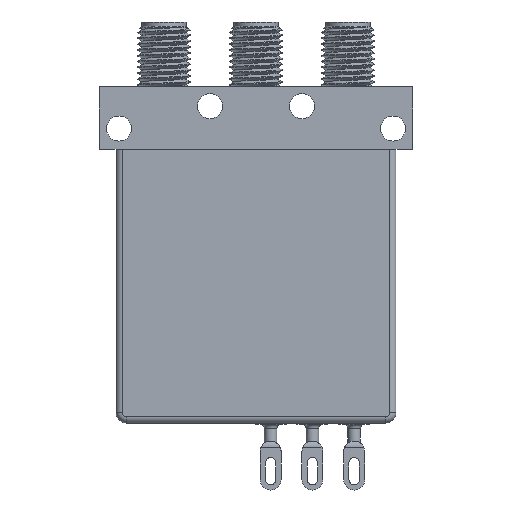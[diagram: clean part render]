
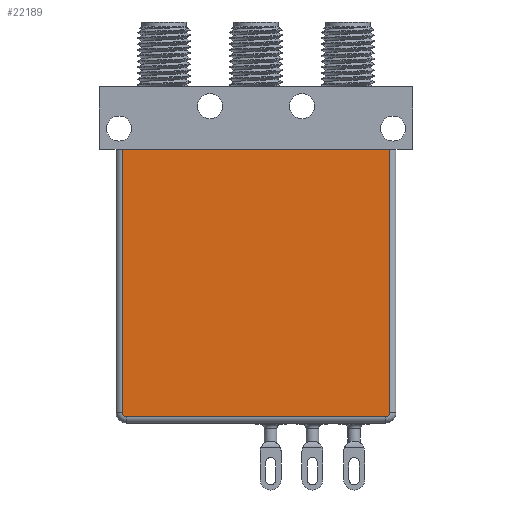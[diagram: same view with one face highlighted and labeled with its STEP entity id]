
A CAD part, front view. The second image highlights one B-rep face of the part: STEP entity #22189.
In plain terms, the highlighted planar face has unit normal (0, -1, 0).
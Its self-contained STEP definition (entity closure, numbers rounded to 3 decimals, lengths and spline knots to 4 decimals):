
#2582 = VERTEX_POINT ( 'NONE', #35630 ) ;
#5105 = DIRECTION ( 'NONE',  ( 0., 0., 1. ) ) ;
#7348 = LINE ( 'NONE', #51469, #23451 ) ;
#8094 = AXIS2_PLACEMENT_3D ( 'NONE', #40638, #53993, #19562 ) ;
#8193 = CARTESIAN_POINT ( 'NONE',  ( -0.62, -0.26, -0.775 ) ) ;
#8327 = VERTEX_POINT ( 'NONE', #27763 ) ;
#8762 = CARTESIAN_POINT ( 'NONE',  ( 0., -0.26, 0. ) ) ;
#10322 = VERTEX_POINT ( 'NONE', #28640 ) ;
#10778 = CIRCLE ( 'NONE', #8094, 0.02 ) ;
#11121 = ORIENTED_EDGE ( 'NONE', *, *, #20996, .T. ) ;
#11578 = VERTEX_POINT ( 'NONE', #41847 ) ;
#12733 = ORIENTED_EDGE ( 'NONE', *, *, #44599, .T. ) ;
#12950 = LINE ( 'NONE', #50181, #35277 ) ;
#13791 = AXIS2_PLACEMENT_3D ( 'NONE', #44020, #35671, #40945 ) ;
#16138 = ORIENTED_EDGE ( 'NONE', *, *, #27334, .T. ) ;
#16544 = CARTESIAN_POINT ( 'NONE',  ( -0.64, -0.26, -0.755 ) ) ;
#17383 = ORIENTED_EDGE ( 'NONE', *, *, #43908, .T. ) ;
#18018 = AXIS2_PLACEMENT_3D ( 'NONE', #8762, #42609, #25445 ) ;
#19562 = DIRECTION ( 'NONE',  ( 0., 0., -1. ) ) ;
#20713 = LINE ( 'NONE', #16544, #23760 ) ;
#20996 = EDGE_CURVE ( 'NONE', #44343, #2582, #7348, .T. ) ;
#22189 = ADVANCED_FACE ( 'NONE', ( #29619 ), #42896, .T. ) ;
#22343 = LINE ( 'NONE', #43119, #51549 ) ;
#23451 = VECTOR ( 'NONE', #30374, 39.3701 ) ;
#23760 = VECTOR ( 'NONE', #33455, 39.3701 ) ;
#25445 = DIRECTION ( 'NONE',  ( 0., 0., -1. ) ) ;
#26259 = CARTESIAN_POINT ( 'NONE',  ( 0.64, -0.26, -0.755 ) ) ;
#27334 = EDGE_CURVE ( 'NONE', #11578, #44343, #51037, .T. ) ;
#27763 = CARTESIAN_POINT ( 'NONE',  ( 0.64, -0.26, 0.505 ) ) ;
#28640 = CARTESIAN_POINT ( 'NONE',  ( -0.64, -0.26, 0.505 ) ) ;
#29619 = FACE_OUTER_BOUND ( 'NONE', #48982, .T. ) ;
#30374 = DIRECTION ( 'NONE',  ( 1., 0., 0. ) ) ;
#31646 = ORIENTED_EDGE ( 'NONE', *, *, #36827, .F. ) ;
#32642 = EDGE_CURVE ( 'NONE', #10322, #11578, #20713, .T. ) ;
#33455 = DIRECTION ( 'NONE',  ( 0., 0., -1. ) ) ;
#35277 = VECTOR ( 'NONE', #42343, 39.3701 ) ;
#35630 = CARTESIAN_POINT ( 'NONE',  ( 0.62, -0.26, -0.775 ) ) ;
#35671 = DIRECTION ( 'NONE',  ( 0., -1., 0. ) ) ;
#36827 = EDGE_CURVE ( 'NONE', #10322, #8327, #12950, .T. ) ;
#40638 = CARTESIAN_POINT ( 'NONE',  ( 0.62, -0.26, -0.755 ) ) ;
#40945 = DIRECTION ( 'NONE',  ( 0., 0., -1. ) ) ;
#41847 = CARTESIAN_POINT ( 'NONE',  ( -0.64, -0.26, -0.755 ) ) ;
#42343 = DIRECTION ( 'NONE',  ( 1., 0., 0. ) ) ;
#42609 = DIRECTION ( 'NONE',  ( 0., -1., 0. ) ) ;
#42896 = PLANE ( 'NONE',  #18018 ) ;
#43119 = CARTESIAN_POINT ( 'NONE',  ( 0.64, -0.26, 0.505 ) ) ;
#43908 = EDGE_CURVE ( 'NONE', #50621, #8327, #22343, .T. ) ;
#44020 = CARTESIAN_POINT ( 'NONE',  ( -0.62, -0.26, -0.755 ) ) ;
#44343 = VERTEX_POINT ( 'NONE', #8193 ) ;
#44599 = EDGE_CURVE ( 'NONE', #2582, #50621, #10778, .T. ) ;
#48982 = EDGE_LOOP ( 'NONE', ( #31646, #51221, #16138, #11121, #12733, #17383 ) ) ;
#50181 = CARTESIAN_POINT ( 'NONE',  ( 0., -0.26, 0.505 ) ) ;
#50621 = VERTEX_POINT ( 'NONE', #26259 ) ;
#51037 = CIRCLE ( 'NONE', #13791, 0.02 ) ;
#51221 = ORIENTED_EDGE ( 'NONE', *, *, #32642, .T. ) ;
#51469 = CARTESIAN_POINT ( 'NONE',  ( 0.62, -0.26, -0.775 ) ) ;
#51549 = VECTOR ( 'NONE', #5105, 39.3701 ) ;
#53993 = DIRECTION ( 'NONE',  ( 0., -1., 0. ) ) ;
